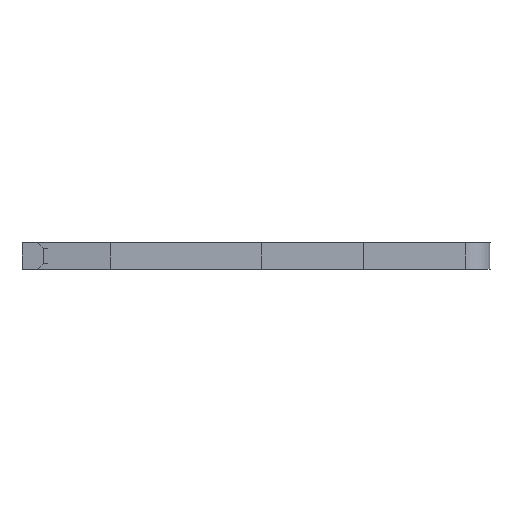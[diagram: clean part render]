
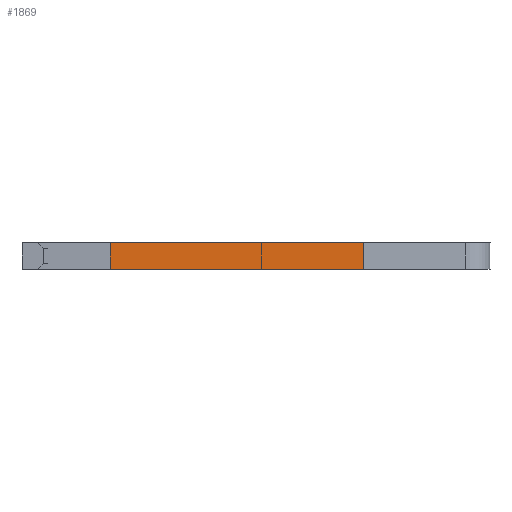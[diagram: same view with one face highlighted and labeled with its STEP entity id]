
A CAD part, left-side view. The second image highlights one B-rep face of the part: STEP entity #1869.
In plain terms, the highlighted face is planar.
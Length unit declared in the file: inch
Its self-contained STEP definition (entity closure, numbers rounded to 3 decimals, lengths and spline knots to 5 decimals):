
#36 = PLANE ( 'NONE',  #997 ) ;
#167 = EDGE_LOOP ( 'NONE', ( #1494, #883, #2539, #1327 ) ) ;
#215 = EDGE_CURVE ( 'NONE', #1816, #1853, #2134, .T. ) ;
#258 = DIRECTION ( 'NONE',  ( 1., 0., 0. ) ) ;
#260 = LINE ( 'NONE', #337, #1346 ) ;
#337 = CARTESIAN_POINT ( 'NONE',  ( 0.013, -0.099, -0.0575 ) ) ;
#347 = CARTESIAN_POINT ( 'NONE',  ( 0.013, -0.099, -0.0575 ) ) ;
#449 = LINE ( 'NONE', #1987, #931 ) ;
#450 = CARTESIAN_POINT ( 'NONE',  ( 0.013, 0.146, -0.0575 ) ) ;
#465 = DIRECTION ( 'NONE',  ( -1., 0., 0. ) ) ;
#480 = EDGE_CURVE ( 'NONE', #2438, #1816, #260, .T. ) ;
#728 = CARTESIAN_POINT ( 'NONE',  ( 0.013, 0.146, -0.0575 ) ) ;
#748 = LINE ( 'NONE', #1007, #813 ) ;
#813 = VECTOR ( 'NONE', #2464, 39.37008 ) ;
#883 = ORIENTED_EDGE ( 'NONE', *, *, #1837, .F. ) ;
#886 = DIRECTION ( 'NONE',  ( 0., 1., 0. ) ) ;
#931 = VECTOR ( 'NONE', #465, 39.37008 ) ;
#997 = AXIS2_PLACEMENT_3D ( 'NONE', #450, #1947, #258 ) ;
#1007 = CARTESIAN_POINT ( 'NONE',  ( 0.013, 0.146, -0.0575 ) ) ;
#1092 = CARTESIAN_POINT ( 'NONE',  ( -0.013, 0.146, -0.0575 ) ) ;
#1327 = ORIENTED_EDGE ( 'NONE', *, *, #480, .T. ) ;
#1346 = VECTOR ( 'NONE', #2674, 39.37008 ) ;
#1408 = FACE_OUTER_BOUND ( 'NONE', #167, .T. ) ;
#1494 = ORIENTED_EDGE ( 'NONE', *, *, #215, .T. ) ;
#1550 = CARTESIAN_POINT ( 'NONE',  ( -0.013, 0.146, -0.0575 ) ) ;
#1584 = VECTOR ( 'NONE', #886, 39.37008 ) ;
#1816 = VERTEX_POINT ( 'NONE', #2581 ) ;
#1837 = EDGE_CURVE ( 'NONE', #2406, #1853, #449, .T. ) ;
#1853 = VERTEX_POINT ( 'NONE', #1550 ) ;
#1869 = ADVANCED_FACE ( 'NONE', ( #1408 ), #36, .F. ) ;
#1947 = DIRECTION ( 'NONE',  ( 0., 0., 1. ) ) ;
#1987 = CARTESIAN_POINT ( 'NONE',  ( 0.013, 0.146, -0.0575 ) ) ;
#2134 = LINE ( 'NONE', #1092, #1584 ) ;
#2406 = VERTEX_POINT ( 'NONE', #728 ) ;
#2438 = VERTEX_POINT ( 'NONE', #347 ) ;
#2464 = DIRECTION ( 'NONE',  ( 0., 1., 0. ) ) ;
#2539 = ORIENTED_EDGE ( 'NONE', *, *, #2641, .F. ) ;
#2581 = CARTESIAN_POINT ( 'NONE',  ( -0.013, -0.099, -0.0575 ) ) ;
#2641 = EDGE_CURVE ( 'NONE', #2438, #2406, #748, .T. ) ;
#2674 = DIRECTION ( 'NONE',  ( -1., 0., 0. ) ) ;
